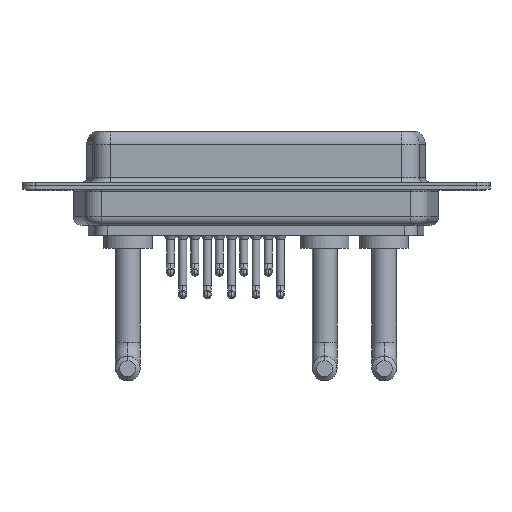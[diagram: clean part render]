
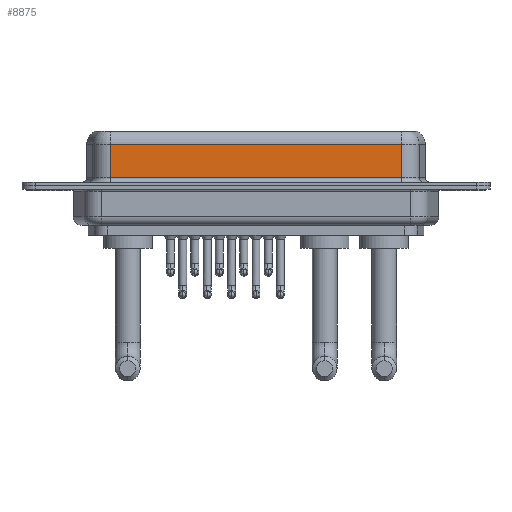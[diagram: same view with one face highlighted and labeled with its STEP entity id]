
A CAD part, front view. The second image highlights one B-rep face of the part: STEP entity #8875.
In plain terms, the highlighted planar face has unit normal (0, -1, 0).
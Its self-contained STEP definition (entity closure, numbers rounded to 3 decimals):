
#73 = VERTEX_POINT ( 'NONE', #7828 ) ;
#808 = LINE ( 'NONE', #1056, #17087 ) ;
#1056 = CARTESIAN_POINT ( 'NONE',  ( 40.037, -3.95, 6.4 ) ) ;
#1366 = FACE_OUTER_BOUND ( 'NONE', #13740, .T. ) ;
#2003 = VECTOR ( 'NONE', #3361, 1000. ) ;
#2293 = EDGE_CURVE ( 'NONE', #4231, #73, #15383, .T. ) ;
#3361 = DIRECTION ( 'NONE',  ( 0., 0., -1. ) ) ;
#3736 = CARTESIAN_POINT ( 'NONE',  ( 7.013, -3.95, 4.65 ) ) ;
#3909 = EDGE_CURVE ( 'NONE', #14676, #4874, #13222, .T. ) ;
#4177 = CARTESIAN_POINT ( 'NONE',  ( 40.037, -3.95, 6.4 ) ) ;
#4231 = VERTEX_POINT ( 'NONE', #4637 ) ;
#4419 = CARTESIAN_POINT ( 'NONE',  ( 7.013, -3.95, 6.4 ) ) ;
#4637 = CARTESIAN_POINT ( 'NONE',  ( 7.013, -3.95, 0.9 ) ) ;
#4874 = VERTEX_POINT ( 'NONE', #3736 ) ;
#5990 = LINE ( 'NONE', #4419, #2003 ) ;
#6449 = DIRECTION ( 'NONE',  ( 1., 0., 0. ) ) ;
#6699 = PLANE ( 'NONE',  #11001 ) ;
#7729 = EDGE_CURVE ( 'NONE', #4874, #4231, #5990, .T. ) ;
#7828 = CARTESIAN_POINT ( 'NONE',  ( 40.037, -3.95, 0.9 ) ) ;
#8070 = DIRECTION ( 'NONE',  ( -1., 0., 0. ) ) ;
#8180 = EDGE_CURVE ( 'NONE', #14676, #73, #808, .T. ) ;
#8347 = ORIENTED_EDGE ( 'NONE', *, *, #7729, .T. ) ;
#8875 = ADVANCED_FACE ( 'NONE', ( #1366 ), #6699, .F. ) ;
#8937 = DIRECTION ( 'NONE',  ( 0., 0., -1. ) ) ;
#9210 = CARTESIAN_POINT ( 'NONE',  ( 40.037, -3.95, 4.65 ) ) ;
#9359 = ORIENTED_EDGE ( 'NONE', *, *, #8180, .F. ) ;
#9383 = CARTESIAN_POINT ( 'NONE',  ( 40.037, -3.95, 4.65 ) ) ;
#9507 = DIRECTION ( 'NONE',  ( 0., 0., 1. ) ) ;
#10492 = CARTESIAN_POINT ( 'NONE',  ( 40.037, -3.95, 0.9 ) ) ;
#11001 = AXIS2_PLACEMENT_3D ( 'NONE', #4177, #12047, #9507 ) ;
#12047 = DIRECTION ( 'NONE',  ( 0., 1., 0. ) ) ;
#13222 = LINE ( 'NONE', #9210, #14333 ) ;
#13740 = EDGE_LOOP ( 'NONE', ( #9359, #16989, #8347, #15995 ) ) ;
#14333 = VECTOR ( 'NONE', #8070, 1000. ) ;
#14676 = VERTEX_POINT ( 'NONE', #9383 ) ;
#15383 = LINE ( 'NONE', #10492, #17048 ) ;
#15995 = ORIENTED_EDGE ( 'NONE', *, *, #2293, .T. ) ;
#16989 = ORIENTED_EDGE ( 'NONE', *, *, #3909, .T. ) ;
#17048 = VECTOR ( 'NONE', #6449, 1000. ) ;
#17087 = VECTOR ( 'NONE', #8937, 1000. ) ;
